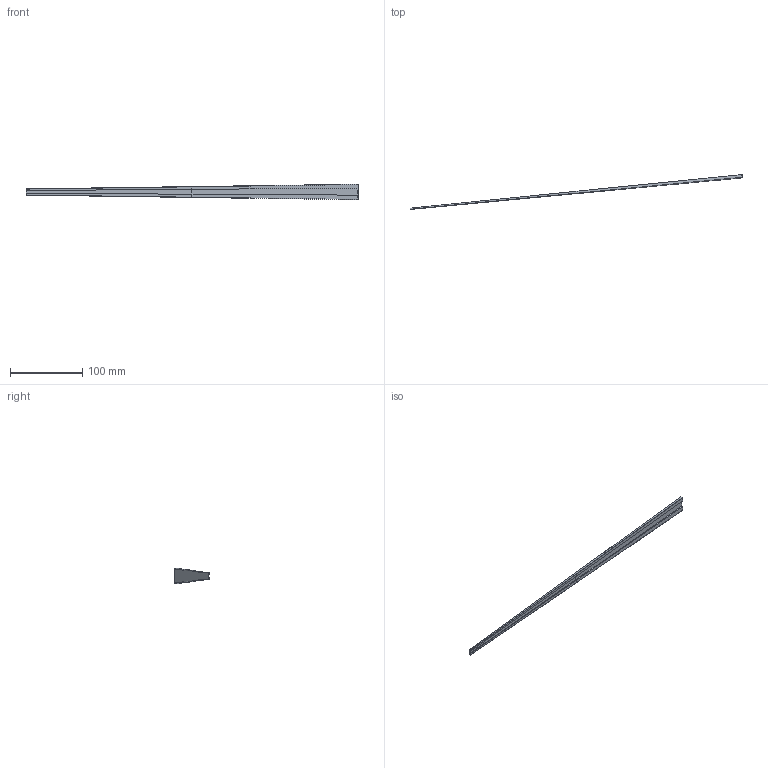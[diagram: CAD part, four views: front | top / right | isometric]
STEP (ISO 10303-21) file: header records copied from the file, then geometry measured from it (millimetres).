
FILE_DESCRIPTION(('CATIA V5 STEP Exchange'),'2;1');
FILE_NAME('REAR SPAR STP.stp','2021-08-27T09:24:41+00:00',('none'),('none'),'CATIA Version 5 Release 20 GA (IN-10)','CATIA V5 STEP AP203','none');
FILE_SCHEMA(('CONFIG_CONTROL_DESIGN'));
Length unit declared in the file: millimetre
Products named in the file (1): RIB EXP
Bounding box: 460 x 48.35 x 21.52 mm (x, y, z)
Surface area: 17577.5 mm2 (no closed solid volume)
Topology: 0 solids, 2 shells, 26 faces, 96 edges, 75 vertices
Faces by surface type: plane 14, bspline 12
Entity records: 1486 total; most frequent: CARTESIAN_POINT 812, ORIENTED_EDGE 120, DIRECTION 72, EDGE_CURVE 72, VECTOR 48, LINE 48, VERTEX_POINT 48, B_SPLINE_CURVE_WITH_KNOTS 40
